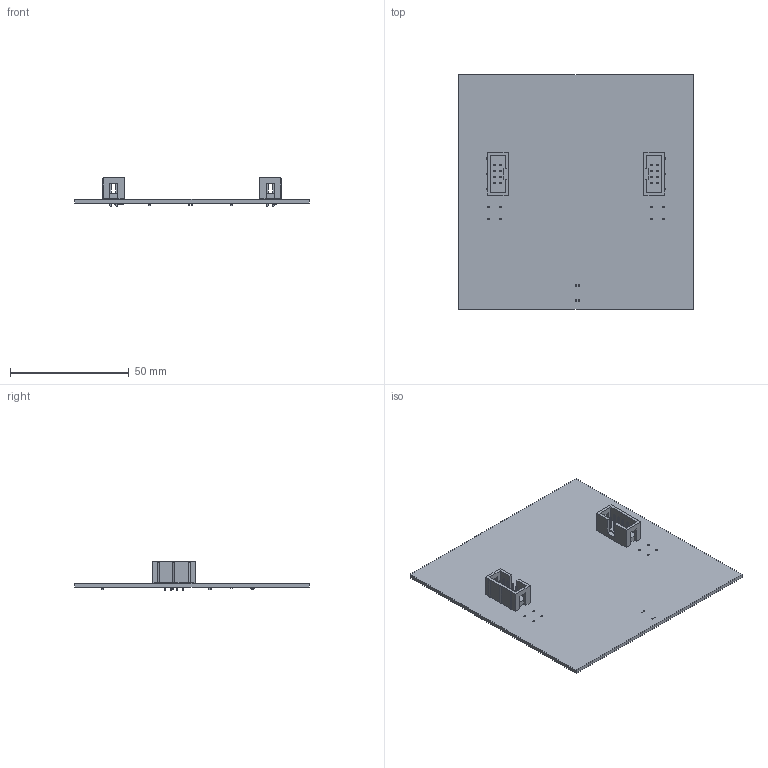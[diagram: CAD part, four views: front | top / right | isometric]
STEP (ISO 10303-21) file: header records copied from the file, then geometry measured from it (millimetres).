
FILE_DESCRIPTION(('FreeCAD Model'),'2;1');
FILE_NAME( 'Face4.step', '2019-07-10T02:18:20',('Author'),(''), 'Open CASCADE STEP processor 7.3','FreeCAD','Unknown');
FILE_SCHEMA(('AUTOMOTIVE_DESIGN { 1 0 10303 214 1 1 1 1 }'));
Length unit declared in the file: millimetre
Products named in the file (22): Face4; Board_GeomsFace4; PcbFace4; Open CASCADE STEP translator 7.3 3.1.1.1; PCB_Sketch; Step_ModelsFace4; TopFace4; J4_; J4_001; BotFace4; LED4_; LED4_004; LED4_008; LED4_010; LED4_009; LED4_005; LED4_003; LED4_011; LED4_007; LED4_006; LED4_002; LED4_001
Assembly tree (21 placements, depth 4):
  Face4
    Board_GeomsFace4
      PcbFace4
        Open CASCADE STEP translator 7.3 3.1.1.1
      PCB_Sketch
    Step_ModelsFace4
      TopFace4
        J4_
        J4_001
      BotFace4
        LED4_
        LED4_004
        LED4_008
        LED4_010
        LED4_009
        LED4_005
        LED4_003
        LED4_011
        LED4_007
        LED4_006
        LED4_002
        LED4_001
Bounding box: 99.06 x 99.06 x 12.1 mm (x, y, z)
Volume: 17069.9 mm3; surface area: 22799.9 mm2
Topology: 15 solids, 15 shells, 998 faces, 2566 edges, 1648 vertices
Faces by surface type: plane 832, cylinder 166
Full cylindrical faces by diameter (mm): 0.6 x4, 1 x12, 1.016 x16
Entity records: 36730 total; most frequent: CARTESIAN_POINT 5234, ORIENTED_EDGE 5124, DIRECTION 4950, EDGE_CURVE 2562, LINE 2222, VECTOR 2222, VERTEX_POINT 1640, AXIS2_PLACEMENT_3D 1364
